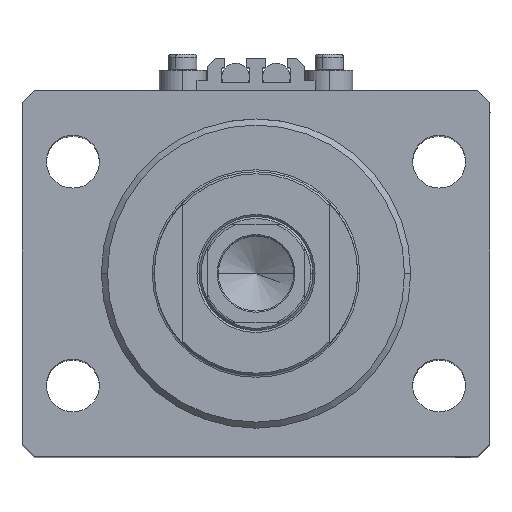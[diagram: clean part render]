
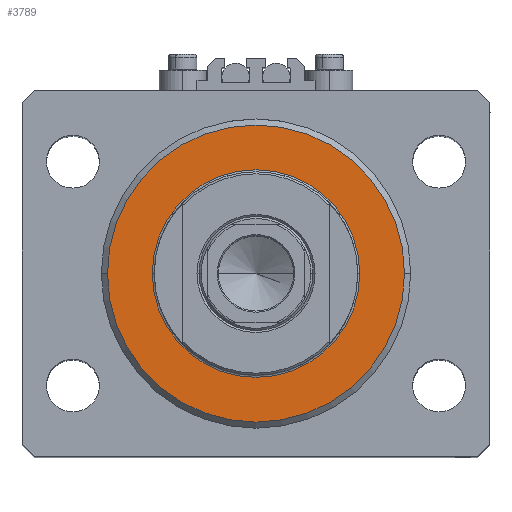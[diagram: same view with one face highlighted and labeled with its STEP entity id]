
A CAD part, top view. The second image highlights one B-rep face of the part: STEP entity #3789.
In plain terms, the highlighted face is planar.
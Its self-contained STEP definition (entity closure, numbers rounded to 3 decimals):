
#1889 = CARTESIAN_POINT ( 'NONE',  ( -25.5, 0., 0. ) ) ;
#2134 = CARTESIAN_POINT ( 'NONE',  ( 0., 0., 0. ) ) ;
#3789 = ADVANCED_FACE ( 'NONE', ( #18159, #28645 ), #39839, .F. ) ;
#3808 = DIRECTION ( 'NONE',  ( 1., 0., 0. ) ) ;
#4526 = ORIENTED_EDGE ( 'NONE', *, *, #32217, .T. ) ;
#5147 = AXIS2_PLACEMENT_3D ( 'NONE', #2134, #6494, #25242 ) ;
#6494 = DIRECTION ( 'NONE',  ( 0., 0., -1. ) ) ;
#7725 = DIRECTION ( 'NONE',  ( 1., 0., 0. ) ) ;
#8677 = AXIS2_PLACEMENT_3D ( 'NONE', #42046, #26464, #7725 ) ;
#15948 = EDGE_CURVE ( 'NONE', #28210, #34060, #30037, .T. ) ;
#16303 = CARTESIAN_POINT ( 'NONE',  ( 25.5, 0., 0. ) ) ;
#17132 = CARTESIAN_POINT ( 'NONE',  ( 36.5, 0., 0. ) ) ;
#18125 = ORIENTED_EDGE ( 'NONE', *, *, #15948, .T. ) ;
#18159 = FACE_BOUND ( 'NONE', #27341, .T. ) ;
#19449 = AXIS2_PLACEMENT_3D ( 'NONE', #32651, #47493, #43839 ) ;
#20223 = CIRCLE ( 'NONE', #19449, 25.5 ) ;
#21087 = CIRCLE ( 'NONE', #38951, 25.5 ) ;
#22320 = EDGE_LOOP ( 'NONE', ( #38783, #18125 ) ) ;
#23987 = VERTEX_POINT ( 'NONE', #1889 ) ;
#24405 = AXIS2_PLACEMENT_3D ( 'NONE', #33257, #44202, #32538 ) ;
#24695 = CARTESIAN_POINT ( 'NONE',  ( -36.5, 0., 0. ) ) ;
#24977 = CIRCLE ( 'NONE', #8677, 36.5 ) ;
#25242 = DIRECTION ( 'NONE',  ( 1., 0., 0. ) ) ;
#26464 = DIRECTION ( 'NONE',  ( 0., 0., -1. ) ) ;
#26738 = ORIENTED_EDGE ( 'NONE', *, *, #30137, .T. ) ;
#27341 = EDGE_LOOP ( 'NONE', ( #4526, #26738 ) ) ;
#28210 = VERTEX_POINT ( 'NONE', #24695 ) ;
#28645 = FACE_OUTER_BOUND ( 'NONE', #22320, .T. ) ;
#30037 = CIRCLE ( 'NONE', #5147, 36.5 ) ;
#30137 = EDGE_CURVE ( 'NONE', #23987, #45675, #20223, .T. ) ;
#32217 = EDGE_CURVE ( 'NONE', #45675, #23987, #21087, .T. ) ;
#32538 = DIRECTION ( 'NONE',  ( 1., 0., 0. ) ) ;
#32651 = CARTESIAN_POINT ( 'NONE',  ( 0., 0., 0. ) ) ;
#33034 = CARTESIAN_POINT ( 'NONE',  ( 0., 0., 0. ) ) ;
#33257 = CARTESIAN_POINT ( 'NONE',  ( 0., 0., 0. ) ) ;
#33622 = EDGE_CURVE ( 'NONE', #34060, #28210, #24977, .T. ) ;
#34060 = VERTEX_POINT ( 'NONE', #17132 ) ;
#38783 = ORIENTED_EDGE ( 'NONE', *, *, #33622, .T. ) ;
#38951 = AXIS2_PLACEMENT_3D ( 'NONE', #33034, #40814, #3808 ) ;
#39839 = PLANE ( 'NONE',  #24405 ) ;
#40814 = DIRECTION ( 'NONE',  ( 0., 0., 1. ) ) ;
#42046 = CARTESIAN_POINT ( 'NONE',  ( 0., 0., 0. ) ) ;
#43839 = DIRECTION ( 'NONE',  ( 1., 0., 0. ) ) ;
#44202 = DIRECTION ( 'NONE',  ( 0., 0., 1. ) ) ;
#45675 = VERTEX_POINT ( 'NONE', #16303 ) ;
#47493 = DIRECTION ( 'NONE',  ( 0., 0., 1. ) ) ;
